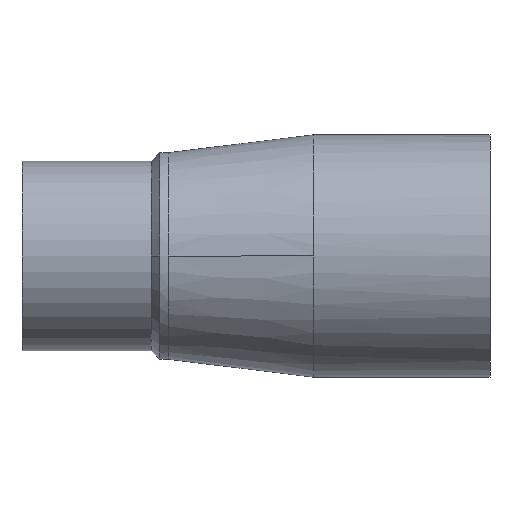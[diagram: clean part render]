
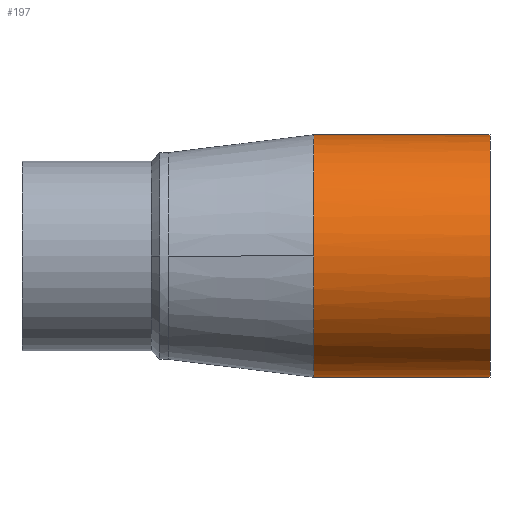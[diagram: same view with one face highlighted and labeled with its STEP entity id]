
A CAD part, front view. The second image highlights one B-rep face of the part: STEP entity #197.
In plain terms, the highlighted cylindrical face has radius 80 mm (diameter 160 mm), a partial arc.
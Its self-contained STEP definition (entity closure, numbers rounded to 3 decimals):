
#133 = VERTEX_POINT( '', #349 );
#137 = EDGE_CURVE( '', #147, #133, #353, .T. );
#141 = EDGE_CURVE( '', #133, #231, #357, .T. );
#147 = VERTEX_POINT( '', #363 );
#157 = EDGE_CURVE( '', #271, #147, #373, .T. );
#187 = EDGE_CURVE( '', #313, #271, #405, .T. );
#197 = ADVANCED_FACE( '', ( #417 ), #418, .T. );
#199 = EDGE_CURVE( '', #231, #313, #420, .T. );
#231 = VERTEX_POINT( '', #455 );
#271 = VERTEX_POINT( '', #500 );
#313 = VERTEX_POINT( '', #547 );
#349 = CARTESIAN_POINT( '', ( 309., 0., -80. ) );
#353 = LINE( '', #843, #844 );
#357 = CIRCLE( '', #850, 80. );
#363 = CARTESIAN_POINT( '', ( 192.5, 0., -80. ) );
#373 = B_SPLINE_CURVE_WITH_KNOTS( '', 3, ( #870, #871, #872, #873, #874, #875, #876, #877, #878, #879, #880 ), .UNSPECIFIED., .F., .F., ( 4, 1, 1, 1, 1, 1, 1, 1, 4 ), ( 3.142, 3.338, 3.534, 3.731, 3.927, 4.123, 4.32, 4.516, 4.712 ), .UNSPECIFIED. );
#405 = B_SPLINE_CURVE_WITH_KNOTS( '', 3, ( #1215, #1216, #1217, #1218, #1219, #1220, #1221, #1222, #1223, #1224, #1225 ), .UNSPECIFIED., .F., .F., ( 4, 1, 1, 1, 1, 1, 1, 1, 4 ), ( 1.571, 1.767, 1.963, 2.16, 2.356, 2.553, 2.749, 2.945, 3.142 ), .UNSPECIFIED. );
#417 = FACE_OUTER_BOUND( '', #1500, .T. );
#418 = CYLINDRICAL_SURFACE( '', #1501, 80. );
#420 = LINE( '', #1504, #1505 );
#455 = CARTESIAN_POINT( '', ( 309., 0., 80. ) );
#500 = CARTESIAN_POINT( '', ( 192.5, -80., 0. ) );
#547 = CARTESIAN_POINT( '', ( 192.5, 0., 80. ) );
#843 = CARTESIAN_POINT( '', ( 192.5, 0., -80. ) );
#844 = VECTOR( '', #2136, 1. );
#850 = AXIS2_PLACEMENT_3D( '', #2140, #2141, #2142 );
#870 = CARTESIAN_POINT( '', ( 192.5, -80., 0. ) );
#871 = CARTESIAN_POINT( '', ( 192.5, -80., -5.236 ) );
#872 = CARTESIAN_POINT( '', ( 192.5, -78.969, -15.708 ) );
#873 = CARTESIAN_POINT( '', ( 192.5, -74.387, -30.812 ) );
#874 = CARTESIAN_POINT( '', ( 192.5, -66.946, -44.732 ) );
#875 = CARTESIAN_POINT( '', ( 192.5, -56.933, -56.933 ) );
#876 = CARTESIAN_POINT( '', ( 192.5, -44.732, -66.946 ) );
#877 = CARTESIAN_POINT( '', ( 192.5, -30.812, -74.387 ) );
#878 = CARTESIAN_POINT( '', ( 192.5, -15.708, -78.969 ) );
#879 = CARTESIAN_POINT( '', ( 192.5, -5.236, -80. ) );
#880 = CARTESIAN_POINT( '', ( 192.5, 0., -80. ) );
#1215 = CARTESIAN_POINT( '', ( 192.5, 0., 80. ) );
#1216 = CARTESIAN_POINT( '', ( 192.5, -5.236, 80. ) );
#1217 = CARTESIAN_POINT( '', ( 192.5, -15.708, 78.969 ) );
#1218 = CARTESIAN_POINT( '', ( 192.5, -30.812, 74.387 ) );
#1219 = CARTESIAN_POINT( '', ( 192.5, -44.732, 66.946 ) );
#1220 = CARTESIAN_POINT( '', ( 192.5, -56.933, 56.933 ) );
#1221 = CARTESIAN_POINT( '', ( 192.5, -66.946, 44.732 ) );
#1222 = CARTESIAN_POINT( '', ( 192.5, -74.387, 30.812 ) );
#1223 = CARTESIAN_POINT( '', ( 192.5, -78.969, 15.708 ) );
#1224 = CARTESIAN_POINT( '', ( 192.5, -80., 5.236 ) );
#1225 = CARTESIAN_POINT( '', ( 192.5, -80., 0. ) );
#1500 = EDGE_LOOP( '', ( #2187, #2188, #2189, #2190, #2191 ) );
#1501 = AXIS2_PLACEMENT_3D( '', #2192, #2193, #2194 );
#1504 = CARTESIAN_POINT( '', ( 192.5, 0., 80. ) );
#1505 = VECTOR( '', #2195, 1. );
#2136 = DIRECTION( '', ( 1., 0., 0. ) );
#2140 = CARTESIAN_POINT( '', ( 309., 0., 0. ) );
#2141 = DIRECTION( '', ( -1., 0., 0. ) );
#2142 = DIRECTION( '', ( 0., 0., -1. ) );
#2187 = ORIENTED_EDGE( '', *, *, #137, .T. );
#2188 = ORIENTED_EDGE( '', *, *, #141, .T. );
#2189 = ORIENTED_EDGE( '', *, *, #199, .T. );
#2190 = ORIENTED_EDGE( '', *, *, #187, .T. );
#2191 = ORIENTED_EDGE( '', *, *, #157, .T. );
#2192 = CARTESIAN_POINT( '', ( 192.5, 0., 0. ) );
#2193 = DIRECTION( '', ( -1., 0., 0. ) );
#2194 = DIRECTION( '', ( 0., 0., -1. ) );
#2195 = DIRECTION( '', ( -1., 0., 0. ) );
